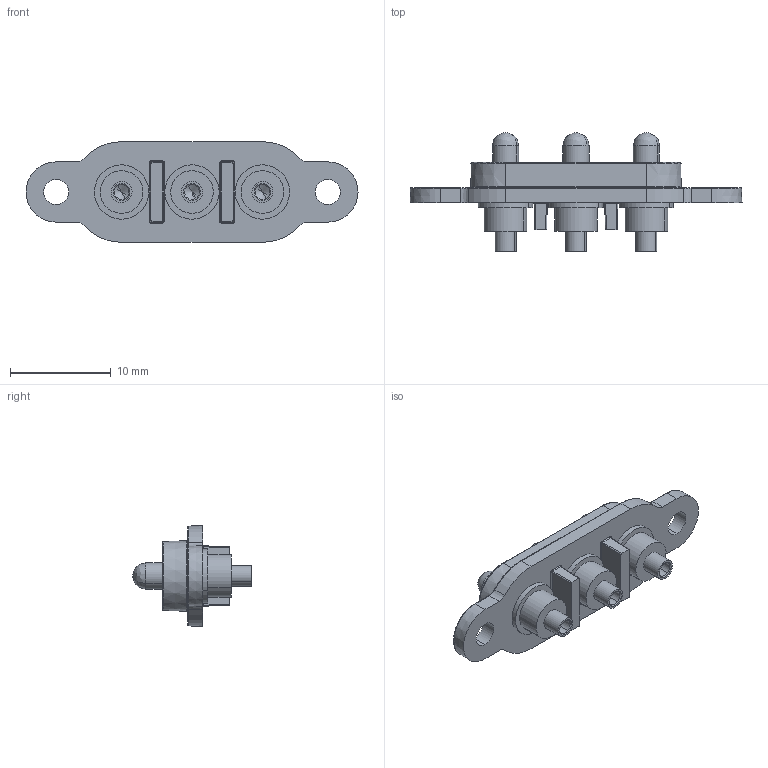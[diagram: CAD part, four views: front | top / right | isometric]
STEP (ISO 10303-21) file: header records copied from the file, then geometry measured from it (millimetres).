
FILE_DESCRIPTION (( 'STEP AP214' ), '1' );
FILE_NAME ('UEBK-30285.STEP', '2020-08-12T11:10:29', ( '' ), ( '' ), 'SwSTEP 2.0', 'SolidWorks 2020', '' );
FILE_SCHEMA (( 'AUTOMOTIVE_DESIGN' ));
Length unit declared in the file: millimetre
Products named in the file (3): UEBK-30285; UEBK-30285-Pin; UEBK-30285-Gehäuse
Assembly tree (4 placements, depth 2):
  UEBK-30285
    UEBK-30285-Gehäuse
    UEBK-30285-Pin  x3
Bounding box: 33 x 11.8 x 10 mm (x, y, z)
Volume: 931.5 mm3; surface area: 1413.3 mm2
Topology: 4 solids, 4 shells, 208 faces, 491 edges, 291 vertices
Faces by surface type: cylinder 84, cone 54, plane 36, bspline 34
Entity records: 4789 total; most frequent: CARTESIAN_POINT 1217, DIRECTION 666, ORIENTED_EDGE 638, EDGE_CURVE 319, AXIS2_PLACEMENT_3D 266, VERTEX_POINT 193, EDGE_LOOP 156, CIRCLE 147
